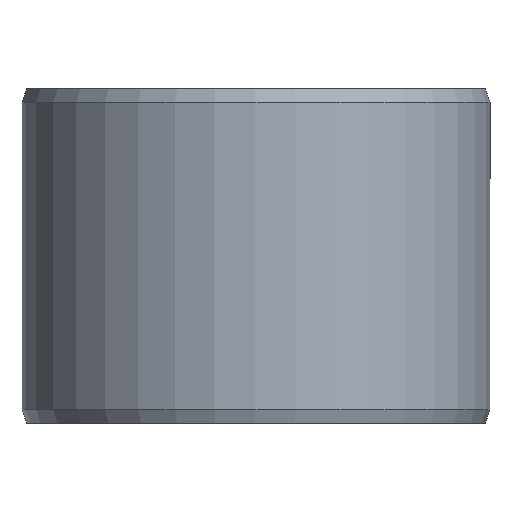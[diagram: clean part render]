
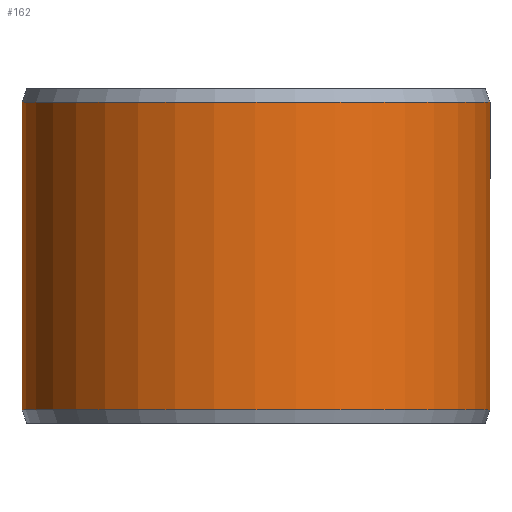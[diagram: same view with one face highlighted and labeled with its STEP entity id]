
A CAD part, front view. The second image highlights one B-rep face of the part: STEP entity #162.
In plain terms, the highlighted cylindrical face has radius 21 mm (diameter 42 mm), a partial arc.
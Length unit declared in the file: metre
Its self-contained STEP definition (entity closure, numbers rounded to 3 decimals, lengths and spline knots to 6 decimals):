
#162=ADVANCED_FACE('',(#185,#186),#187,.T.);
#185=FACE_OUTER_BOUND('',#211,.T.);
#186=FACE_BOUND('',#212,.T.);
#187=CYLINDRICAL_SURFACE('',#213,0.021);
#211=EDGE_LOOP('',(#289,#290,#291,#292));
#212=EDGE_LOOP('',(#293));
#213=AXIS2_PLACEMENT_3D('',#294,#295,#296);
#289=ORIENTED_EDGE('',*,*,#314,.T.);
#290=ORIENTED_EDGE('',*,*,#323,.F.);
#291=ORIENTED_EDGE('',*,*,#309,.F.);
#292=ORIENTED_EDGE('',*,*,#324,.T.);
#293=ORIENTED_EDGE('',*,*,#327,.T.);
#294=CARTESIAN_POINT('',(0.,0.,0.0));
#295=DIRECTION('',(0.,0.0,-1.0));
#296=DIRECTION('',(-1.0,0.0,0.));
#309=EDGE_CURVE('',#341,#342,#343,.T.);
#314=EDGE_CURVE('',#351,#349,#352,.T.);
#323=EDGE_CURVE('',#342,#349,#365,.T.);
#324=EDGE_CURVE('',#341,#351,#366,.T.);
#327=EDGE_CURVE('',#370,#370,#371,.T.);
#341=VERTEX_POINT('',#389);
#342=VERTEX_POINT('',#390);
#343=CIRCLE('',#391,0.021);
#349=VERTEX_POINT('',#399);
#351=VERTEX_POINT('',#402);
#352=CIRCLE('',#403,0.021);
#365=LINE('',#422,#423);
#366=LINE('',#424,#425);
#370=VERTEX_POINT('',#495);
#371=B_SPLINE_CURVE_WITH_KNOTS('',3,(#496,#497,#498,#499,#500,#501,#502,#503,#504,#505,#506,#507,#508,#509,#510,#511,#512,#513,#514,#515,#516,#517,#518,#519,#520,#521,#522,#523,#524,#525,#526,#527,#528,#529,#530,#531,#532,#533,#534,#535,#536,#537,#538,#539,#540,#541,#542,#543,#544,#545,#546,#547,#548,#549,#550,#551,#552,#553,#554,#555,#556,#557,#558,#559,#560,#561),.UNSPECIFIED.,.T.,.F.,(2,2,2,2,2,2,2,2,2,2,2,2,2,2,2,2,2,2,2,2,2,2,2,2,2,2,2,2,2,2,2,2,2,2,2),(-0.000587,0.0,0.000587,0.001174,0.001761,0.002348,0.002934,0.003521,0.004108,0.004695,0.005282,0.005869,0.006456,0.007043,0.00763,0.008216,0.008803,0.00939,0.009977,0.010564,0.011151,0.011738,0.012325,0.012912,0.013498,0.014085,0.014672,0.015259,0.015846,0.016433,0.01702,0.017607,0.018194,0.01878,0.019367),.UNSPECIFIED.);
#389=CARTESIAN_POINT('',(0.000367,0.020997,0.0012));
#390=CARTESIAN_POINT('',(0.,0.021,0.0012));
#391=AXIS2_PLACEMENT_3D('',#575,#576,#577);
#399=CARTESIAN_POINT('',(0.,0.021,0.0288));
#402=CARTESIAN_POINT('',(0.000367,0.020997,0.0288));
#403=AXIS2_PLACEMENT_3D('',#584,#585,#586);
#422=CARTESIAN_POINT('',(0.,0.021,0.0012));
#423=VECTOR('',#599,1.0);
#424=CARTESIAN_POINT('',(0.000367,0.020997,0.0012));
#425=VECTOR('',#600,1.0);
#495=CARTESIAN_POINT('',(0.016271,-0.013276,0.015));
#496=CARTESIAN_POINT('',(0.016271,-0.013276,0.014802));
#497=CARTESIAN_POINT('',(0.016271,-0.013276,0.015198));
#498=CARTESIAN_POINT('',(0.016283,-0.013261,0.015394));
#499=CARTESIAN_POINT('',(0.016332,-0.013201,0.015777));
#500=CARTESIAN_POINT('',(0.016369,-0.013156,0.015968));
#501=CARTESIAN_POINT('',(0.016463,-0.013037,0.016331));
#502=CARTESIAN_POINT('',(0.016521,-0.012964,0.016503));
#503=CARTESIAN_POINT('',(0.016655,-0.012791,0.016829));
#504=CARTESIAN_POINT('',(0.016733,-0.01269,0.016983));
#505=CARTESIAN_POINT('',(0.016899,-0.012467,0.01726));
#506=CARTESIAN_POINT('',(0.016989,-0.012345,0.017384));
#507=CARTESIAN_POINT('',(0.01718,-0.012078,0.017603));
#508=CARTESIAN_POINT('',(0.01728,-0.011934,0.017696));
#509=CARTESIAN_POINT('',(0.017483,-0.011635,0.017846));
#510=CARTESIAN_POINT('',(0.017587,-0.011477,0.017904));
#511=CARTESIAN_POINT('',(0.017796,-0.011151,0.017981));
#512=CARTESIAN_POINT('',(0.017899,-0.010985,0.018));
#513=CARTESIAN_POINT('',(0.018101,-0.010649,0.018));
#514=CARTESIAN_POINT('',(0.018201,-0.010477,0.017981));
#515=CARTESIAN_POINT('',(0.01839,-0.010142,0.017904));
#516=CARTESIAN_POINT('',(0.018479,-0.009977,0.017847));
#517=CARTESIAN_POINT('',(0.01865,-0.009655,0.017697));
#518=CARTESIAN_POINT('',(0.01873,-0.009499,0.017603));
#519=CARTESIAN_POINT('',(0.018875,-0.009207,0.017386));
#520=CARTESIAN_POINT('',(0.018941,-0.00907,0.017262));
#521=CARTESIAN_POINT('',(0.019061,-0.008816,0.016982));
#522=CARTESIAN_POINT('',(0.019112,-0.008702,0.016831));
#523=CARTESIAN_POINT('',(0.019202,-0.008503,0.016506));
#524=CARTESIAN_POINT('',(0.01924,-0.008416,0.016331));
#525=CARTESIAN_POINT('',(0.0193,-0.008276,0.015968));
#526=CARTESIAN_POINT('',(0.019323,-0.008223,0.015781));
#527=CARTESIAN_POINT('',(0.019353,-0.008152,0.015396));
#528=CARTESIAN_POINT('',(0.019361,-0.008133,0.015197));
#529=CARTESIAN_POINT('',(0.019361,-0.008133,0.014805));
#530=CARTESIAN_POINT('',(0.019354,-0.008151,0.01461));
#531=CARTESIAN_POINT('',(0.019323,-0.008222,0.014223));
#532=CARTESIAN_POINT('',(0.019301,-0.008276,0.014034));
#533=CARTESIAN_POINT('',(0.019241,-0.008414,0.013672));
#534=CARTESIAN_POINT('',(0.019203,-0.0085,0.013498));
#535=CARTESIAN_POINT('',(0.019113,-0.008701,0.01317));
#536=CARTESIAN_POINT('',(0.019061,-0.008815,0.013019));
#537=CARTESIAN_POINT('',(0.018943,-0.009066,0.012742));
#538=CARTESIAN_POINT('',(0.018876,-0.009205,0.012616));
#539=CARTESIAN_POINT('',(0.01873,-0.009498,0.012398));
#540=CARTESIAN_POINT('',(0.018652,-0.009651,0.012306));
#541=CARTESIAN_POINT('',(0.018482,-0.009973,0.012154));
#542=CARTESIAN_POINT('',(0.018391,-0.01014,0.012097));
#543=CARTESIAN_POINT('',(0.018202,-0.010475,0.01202));
#544=CARTESIAN_POINT('',(0.018104,-0.010644,0.012));
#545=CARTESIAN_POINT('',(0.0179,-0.010984,0.012));
#546=CARTESIAN_POINT('',(0.017797,-0.011149,0.012019));
#547=CARTESIAN_POINT('',(0.01759,-0.011473,0.012095));
#548=CARTESIAN_POINT('',(0.017485,-0.011632,0.012153));
#549=CARTESIAN_POINT('',(0.017281,-0.011933,0.012303));
#550=CARTESIAN_POINT('',(0.017182,-0.012075,0.012395));
#551=CARTESIAN_POINT('',(0.016992,-0.012341,0.012613));
#552=CARTESIAN_POINT('',(0.0169,-0.012466,0.012739));
#553=CARTESIAN_POINT('',(0.016734,-0.012689,0.013015));
#554=CARTESIAN_POINT('',(0.016658,-0.012788,0.013166));
#555=CARTESIAN_POINT('',(0.016522,-0.012963,0.013494));
#556=CARTESIAN_POINT('',(0.016464,-0.013036,0.013668));
#557=CARTESIAN_POINT('',(0.016369,-0.013155,0.014028));
#558=CARTESIAN_POINT('',(0.016333,-0.0132,0.014218));
#559=CARTESIAN_POINT('',(0.016283,-0.013261,0.014605));
#560=CARTESIAN_POINT('',(0.016271,-0.013276,0.014802));
#561=CARTESIAN_POINT('',(0.016271,-0.013276,0.015198));
#575=CARTESIAN_POINT('',(0.,0.,0.0012));
#576=DIRECTION('',(0.,0.0,-1.0));
#577=DIRECTION('',(-1.0,0.0,0.));
#584=CARTESIAN_POINT('',(0.,0.,0.0288));
#585=DIRECTION('',(0.,0.0,-1.0));
#586=DIRECTION('',(-1.0,0.0,0.));
#599=DIRECTION('',(0.,0.0,1.0));
#600=DIRECTION('',(0.,0.,1.0));
